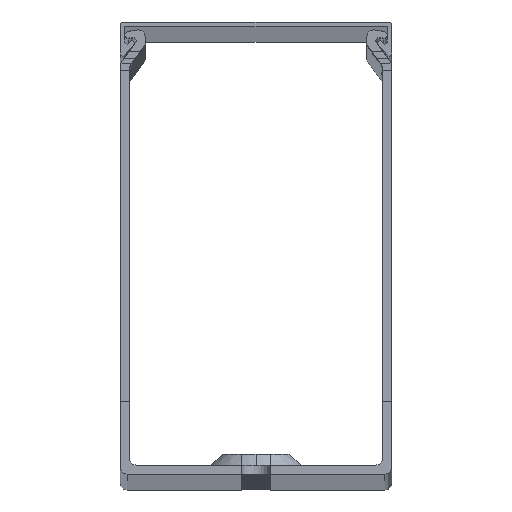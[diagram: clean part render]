
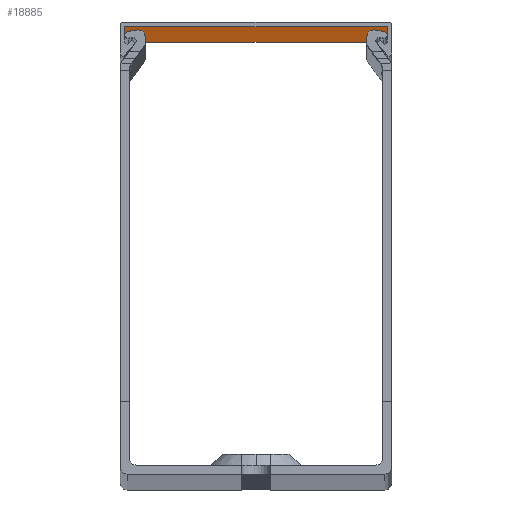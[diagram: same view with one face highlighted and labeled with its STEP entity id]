
A CAD part, top view. The second image highlights one B-rep face of the part: STEP entity #18885.
In plain terms, the highlighted planar face has unit normal (0, -1, 0).
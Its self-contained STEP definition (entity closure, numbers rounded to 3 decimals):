
#1659 = PLANE ( 'NONE',  #23630 ) ;
#4028 = LINE ( 'NONE', #11574, #10076 ) ;
#4542 = DIRECTION ( 'NONE',  ( 1., 0., 0. ) ) ;
#6667 = CARTESIAN_POINT ( 'NONE',  ( 29., 99., 1060.585 ) ) ;
#7642 = ORIENTED_EDGE ( 'NONE', *, *, #25336, .T. ) ;
#9074 = LINE ( 'NONE', #6667, #21024 ) ;
#9195 = EDGE_LOOP ( 'NONE', ( #20205, #14717, #7642, #31368 ) ) ;
#9695 = CARTESIAN_POINT ( 'NONE',  ( 29., 99., -1000. ) ) ;
#10076 = VECTOR ( 'NONE', #4542, 1000. ) ;
#11574 = CARTESIAN_POINT ( 'NONE',  ( -29., 99., -1000. ) ) ;
#13111 = FACE_OUTER_BOUND ( 'NONE', #9195, .T. ) ;
#13112 = EDGE_CURVE ( 'NONE', #16452, #28214, #9074, .T. ) ;
#14435 = LINE ( 'NONE', #30047, #19334 ) ;
#14717 = ORIENTED_EDGE ( 'NONE', *, *, #28967, .T. ) ;
#14990 = CARTESIAN_POINT ( 'NONE',  ( -29., 99., 1000. ) ) ;
#15234 = VERTEX_POINT ( 'NONE', #14990 ) ;
#15339 = CARTESIAN_POINT ( 'NONE',  ( -29., 99., 1060.585 ) ) ;
#15562 = CARTESIAN_POINT ( 'NONE',  ( -29., 99., 1060.585 ) ) ;
#16452 = VERTEX_POINT ( 'NONE', #22586 ) ;
#17006 = VECTOR ( 'NONE', #23292, 1000. ) ;
#17172 = DIRECTION ( 'NONE',  ( -1., 0., 0. ) ) ;
#17201 = CARTESIAN_POINT ( 'NONE',  ( -29., 99., -1000. ) ) ;
#17917 = VERTEX_POINT ( 'NONE', #17201 ) ;
#18885 = ADVANCED_FACE ( 'NONE', ( #13111 ), #1659, .F. ) ;
#19334 = VECTOR ( 'NONE', #17172, 1000. ) ;
#20205 = ORIENTED_EDGE ( 'NONE', *, *, #13112, .F. ) ;
#21024 = VECTOR ( 'NONE', #26750, 1000. ) ;
#21778 = EDGE_CURVE ( 'NONE', #17917, #28214, #4028, .T. ) ;
#22586 = CARTESIAN_POINT ( 'NONE',  ( 29., 99., 1000. ) ) ;
#23292 = DIRECTION ( 'NONE',  ( 0., 0., -1. ) ) ;
#23569 = DIRECTION ( 'NONE',  ( 0., 0., 1. ) ) ;
#23630 = AXIS2_PLACEMENT_3D ( 'NONE', #15339, #25814, #23569 ) ;
#25336 = EDGE_CURVE ( 'NONE', #15234, #17917, #33595, .T. ) ;
#25814 = DIRECTION ( 'NONE',  ( 0., 1., 0. ) ) ;
#26750 = DIRECTION ( 'NONE',  ( 0., 0., -1. ) ) ;
#28214 = VERTEX_POINT ( 'NONE', #9695 ) ;
#28967 = EDGE_CURVE ( 'NONE', #16452, #15234, #14435, .T. ) ;
#30047 = CARTESIAN_POINT ( 'NONE',  ( -29., 99., 1000. ) ) ;
#31368 = ORIENTED_EDGE ( 'NONE', *, *, #21778, .T. ) ;
#33595 = LINE ( 'NONE', #15562, #17006 ) ;
